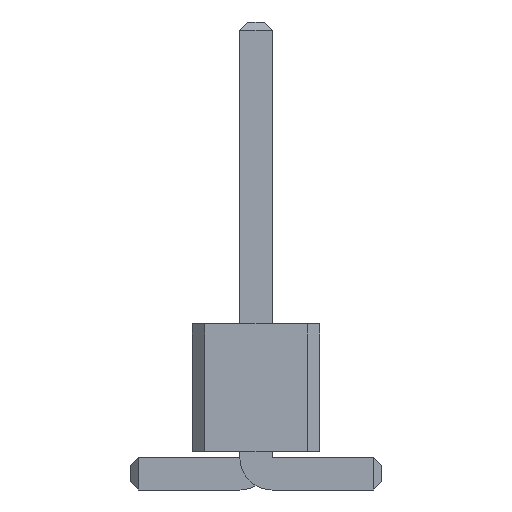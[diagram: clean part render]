
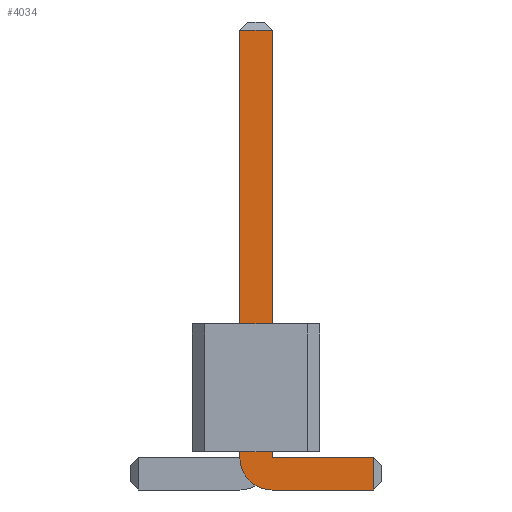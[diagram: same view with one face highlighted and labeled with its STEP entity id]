
A CAD part, front view. The second image highlights one B-rep face of the part: STEP entity #4034.
In plain terms, the highlighted planar face has unit normal (0, -1, 0).
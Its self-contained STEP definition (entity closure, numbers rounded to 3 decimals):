
#67=DIRECTION('',(1.,0.,0.));
#1808=VECTOR('',#67,1.);
#1861=DIRECTION('',(-1.,0.,0.));
#3599=VECTOR('',#1861,1.);
#3840=DIRECTION('',(-0.,1.,0.));
#3841=DIRECTION('',(0.,0.,-1.));
#3848=VECTOR('',#3849,1.);
#3849=DIRECTION('',(0.,0.,1.));
#3860=VECTOR('',#3841,1.);
#3872=DIRECTION('',(0.,1.,0.));
#3873=DIRECTION('',(1.,0.,0.));
#3880=VERTEX_POINT('',#3881);
#3881=CARTESIAN_POINT('',(2.34,-38.42,0.));
#3884=ORIENTED_EDGE('',*,*,#3885,.T.);
#3885=EDGE_CURVE('',#3880,#3886,#3888,.T.);
#3886=VERTEX_POINT('',#3887);
#3887=CARTESIAN_POINT('',(0.32,-38.42,0.));
#3888=LINE('',#3889,#3599);
#3889=CARTESIAN_POINT('',(2.5,-38.42,0.));
#3928=VERTEX_POINT('',#3929);
#3929=CARTESIAN_POINT('',(-0.32,-38.42,0.64));
#3932=EDGE_CURVE('',#3886,#3928,#3933,.T.);
#3933=CIRCLE('',#3934,0.64);
#3934=AXIS2_PLACEMENT_3D('',#3935,#3840,#3841);
#3935=CARTESIAN_POINT('',(0.32,-38.42,0.64));
#3944=VERTEX_POINT('',#3935);
#3946=ORIENTED_EDGE('',*,*,#3947,.T.);
#3947=EDGE_CURVE('',#3944,#3948,#3950,.T.);
#3948=VERTEX_POINT('',#3949);
#3949=CARTESIAN_POINT('',(2.34,-38.42,0.64));
#3950=LINE('',#3935,#1808);
#3960=ORIENTED_EDGE('',*,*,#3961,.T.);
#3961=EDGE_CURVE('',#3928,#3962,#3964,.T.);
#3962=VERTEX_POINT('',#3963);
#3963=CARTESIAN_POINT('',(-0.32,-38.42,9.14));
#3964=LINE('',#3965,#3848);
#3965=CARTESIAN_POINT('',(-0.32,-38.42,0.));
#3978=VERTEX_POINT('',#3979);
#3979=CARTESIAN_POINT('',(0.32,-38.42,9.14));
#3981=ORIENTED_EDGE('',*,*,#3982,.T.);
#3982=EDGE_CURVE('',#3978,#3944,#3983,.T.);
#3983=LINE('',#3984,#3860);
#3984=CARTESIAN_POINT('',(0.32,-38.42,9.3));
#4034=ADVANCED_FACE('',(#4035),#4044,.F.);
#4035=FACE_BOUND('',#4036,.F.);
#4036=EDGE_LOOP('',(#3884,#4037,#3960,#4038,#3981,#3946,#4041));
#4037=ORIENTED_EDGE('',*,*,#3932,.T.);
#4038=ORIENTED_EDGE('',*,*,#4039,.T.);
#4039=EDGE_CURVE('',#3962,#3978,#4040,.T.);
#4040=LINE('',#3963,#1808);
#4041=ORIENTED_EDGE('',*,*,#4042,.T.);
#4042=EDGE_CURVE('',#3948,#3880,#4043,.T.);
#4043=LINE('',#3949,#3860);
#4044=PLANE('',#4045);
#4045=AXIS2_PLACEMENT_3D('',#4046,#3872,#3873);
#4046=CARTESIAN_POINT('',(0.311,-38.42,3.871));
